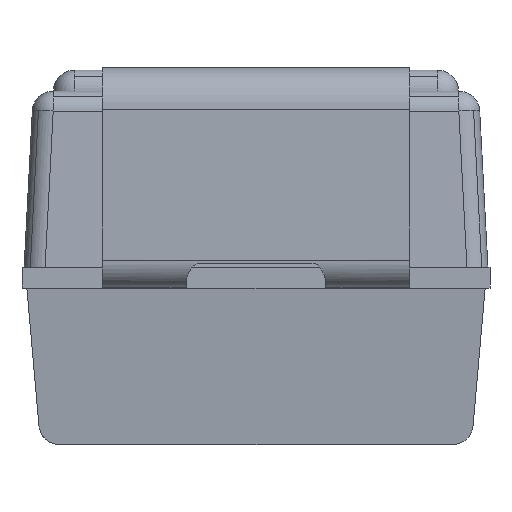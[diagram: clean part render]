
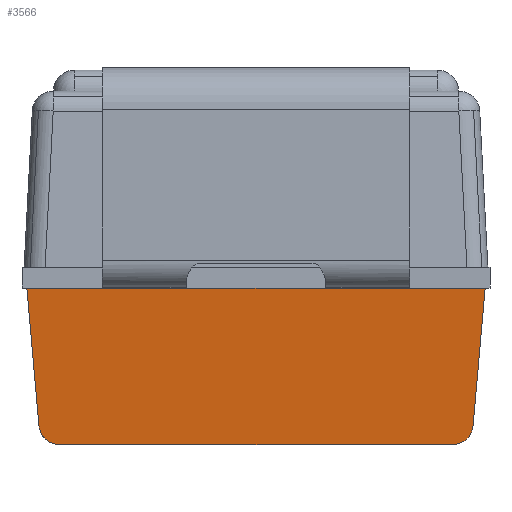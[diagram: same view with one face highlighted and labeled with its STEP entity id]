
A CAD part, front view. The second image highlights one B-rep face of the part: STEP entity #3566.
In plain terms, the highlighted planar face has unit normal (0, -0.996, -0.087).
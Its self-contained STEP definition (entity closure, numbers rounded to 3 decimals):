
#123 = ORIENTED_EDGE ( 'NONE', *, *, #1161, .F. ) ;
#222 = CARTESIAN_POINT ( 'NONE',  ( -1.405, 4.923, -1.12 ) ) ;
#295 = FACE_OUTER_BOUND ( 'NONE', #1193, .T. ) ;
#391 = EDGE_CURVE ( 'NONE', #1424, #688, #2534, .T. ) ;
#401 = DIRECTION ( 'NONE',  ( 1., 0., 0. ) ) ;
#422 = LINE ( 'NONE', #3658, #1270 ) ;
#489 =( BOUNDED_CURVE ( )  B_SPLINE_CURVE ( 3, ( #2522, #968, #3783, #2231 ),
 .UNSPECIFIED., .F., .F. ) 
 B_SPLINE_CURVE_WITH_KNOTS ( ( 4, 4 ),
 ( 0.742, 1.484 ),
 .UNSPECIFIED. ) 
 CURVE ( )  GEOMETRIC_REPRESENTATION_ITEM ( )  RATIONAL_B_SPLINE_CURVE ( ( 1., 0.955, 0.955, 1. ) ) 
 REPRESENTATION_ITEM ( '' )  );
#619 = ORIENTED_EDGE ( 'NONE', *, *, #1708, .F. ) ;
#688 = VERTEX_POINT ( 'NONE', #1992 ) ;
#737 = EDGE_CURVE ( 'NONE', #1983, #877, #806, .T. ) ;
#806 = LINE ( 'NONE', #2294, #3856 ) ;
#820 = CARTESIAN_POINT ( 'NONE',  ( 1.628, 4.837, -0.141 ) ) ;
#875 = EDGE_CURVE ( 'NONE', #1979, #2705, #489, .T. ) ;
#877 = VERTEX_POINT ( 'NONE', #3214 ) ;
#936 =( BOUNDED_CURVE ( )  B_SPLINE_CURVE ( 3, ( #1790, #3406, #1863, #1415 ),
 .UNSPECIFIED., .F., .F. ) 
 B_SPLINE_CURVE_WITH_KNOTS ( ( 4, 4 ),
 ( 0., 0.742 ),
 .UNSPECIFIED. ) 
 CURVE ( )  GEOMETRIC_REPRESENTATION_ITEM ( )  RATIONAL_B_SPLINE_CURVE ( ( 1., 0.955, 0.955, 1. ) ) 
 REPRESENTATION_ITEM ( '' )  );
#968 = CARTESIAN_POINT ( 'NONE',  ( -1.534, 4.917, -1.055 ) ) ;
#986 = CARTESIAN_POINT ( 'NONE',  ( -1.554, 4.911, -0.983 ) ) ;
#1125 = DIRECTION ( 'NONE',  ( -0.087, 0.087, -0.992 ) ) ;
#1148 = DIRECTION ( 'NONE',  ( 0., 0.087, -0.996 ) ) ;
#1161 = EDGE_CURVE ( 'NONE', #1983, #1979, #936, .T. ) ;
#1186 = ORIENTED_EDGE ( 'NONE', *, *, #737, .T. ) ;
#1193 = EDGE_LOOP ( 'NONE', ( #123, #1186, #2463, #619, #2222, #3738, #2990, #2144 ) ) ;
#1270 = VECTOR ( 'NONE', #1736, 1000. ) ;
#1291 = CARTESIAN_POINT ( 'NONE',  ( 1.506, 4.92, -1.081 ) ) ;
#1415 = CARTESIAN_POINT ( 'NONE',  ( -1.506, 4.92, -1.081 ) ) ;
#1424 = VERTEX_POINT ( 'NONE', #3994 ) ;
#1623 = CARTESIAN_POINT ( 'NONE',  ( 1.534, 4.917, -1.055 ) ) ;
#1708 = EDGE_CURVE ( 'NONE', #688, #2857, #3417, .T. ) ;
#1736 = DIRECTION ( 'NONE',  ( 1., 0., 0. ) ) ;
#1740 = DIRECTION ( 'NONE',  ( 0.087, 0.087, -0.992 ) ) ;
#1790 = CARTESIAN_POINT ( 'NONE',  ( -1.405, 4.923, -1.12 ) ) ;
#1863 = CARTESIAN_POINT ( 'NONE',  ( -1.478, 4.922, -1.106 ) ) ;
#1979 = VERTEX_POINT ( 'NONE', #4003 ) ;
#1983 = VERTEX_POINT ( 'NONE', #222 ) ;
#1992 = CARTESIAN_POINT ( 'NONE',  ( 1.554, 4.911, -0.983 ) ) ;
#2144 = ORIENTED_EDGE ( 'NONE', *, *, #875, .F. ) ;
#2203 =( BOUNDED_CURVE ( )  B_SPLINE_CURVE ( 3, ( #2480, #2741, #2464, #3053 ),
 .UNSPECIFIED., .F., .F. ) 
 B_SPLINE_CURVE_WITH_KNOTS ( ( 4, 4 ),
 ( 5.541, 6.283 ),
 .UNSPECIFIED. ) 
 CURVE ( )  GEOMETRIC_REPRESENTATION_ITEM ( )  RATIONAL_B_SPLINE_CURVE ( ( 1., 0.955, 0.955, 1. ) ) 
 REPRESENTATION_ITEM ( '' )  );
#2222 = ORIENTED_EDGE ( 'NONE', *, *, #391, .F. ) ;
#2231 = CARTESIAN_POINT ( 'NONE',  ( -1.554, 4.911, -0.983 ) ) ;
#2294 = CARTESIAN_POINT ( 'NONE',  ( -1.64, 4.923, -1.12 ) ) ;
#2296 = EDGE_CURVE ( 'NONE', #2451, #2705, #3509, .T. ) ;
#2451 = VERTEX_POINT ( 'NONE', #4106 ) ;
#2463 = ORIENTED_EDGE ( 'NONE', *, *, #3846, .F. ) ;
#2464 = CARTESIAN_POINT ( 'NONE',  ( 1.443, 4.923, -1.12 ) ) ;
#2480 = CARTESIAN_POINT ( 'NONE',  ( 1.506, 4.92, -1.081 ) ) ;
#2522 = CARTESIAN_POINT ( 'NONE',  ( -1.506, 4.92, -1.081 ) ) ;
#2534 = LINE ( 'NONE', #820, #4078 ) ;
#2657 = CARTESIAN_POINT ( 'NONE',  ( -1.618, 4.847, -0.248 ) ) ;
#2705 = VERTEX_POINT ( 'NONE', #986 ) ;
#2741 = CARTESIAN_POINT ( 'NONE',  ( 1.478, 4.922, -1.106 ) ) ;
#2857 = VERTEX_POINT ( 'NONE', #3736 ) ;
#2990 = ORIENTED_EDGE ( 'NONE', *, *, #2296, .T. ) ;
#3053 = CARTESIAN_POINT ( 'NONE',  ( 1.405, 4.923, -1.12 ) ) ;
#3103 = AXIS2_PLACEMENT_3D ( 'NONE', #3976, #3946, #1148 ) ;
#3214 = CARTESIAN_POINT ( 'NONE',  ( 1.405, 4.923, -1.12 ) ) ;
#3303 = PLANE ( 'NONE',  #3103 ) ;
#3406 = CARTESIAN_POINT ( 'NONE',  ( -1.443, 4.923, -1.12 ) ) ;
#3417 =( BOUNDED_CURVE ( )  B_SPLINE_CURVE ( 3, ( #3495, #3823, #1623, #1291 ),
 .UNSPECIFIED., .F., .F. ) 
 B_SPLINE_CURVE_WITH_KNOTS ( ( 4, 4 ),
 ( 4.8, 5.541 ),
 .UNSPECIFIED. ) 
 CURVE ( )  GEOMETRIC_REPRESENTATION_ITEM ( )  RATIONAL_B_SPLINE_CURVE ( ( 1., 0.955, 0.955, 1. ) ) 
 REPRESENTATION_ITEM ( '' )  );
#3495 = CARTESIAN_POINT ( 'NONE',  ( 1.554, 4.911, -0.983 ) ) ;
#3509 = LINE ( 'NONE', #2657, #4079 ) ;
#3566 = ADVANCED_FACE ( 'NONE', ( #295 ), #3303, .T. ) ;
#3658 = CARTESIAN_POINT ( 'NONE',  ( -1.64, 4.825, 0. ) ) ;
#3736 = CARTESIAN_POINT ( 'NONE',  ( 1.506, 4.92, -1.081 ) ) ;
#3738 = ORIENTED_EDGE ( 'NONE', *, *, #4015, .F. ) ;
#3783 = CARTESIAN_POINT ( 'NONE',  ( -1.551, 4.914, -1.021 ) ) ;
#3823 = CARTESIAN_POINT ( 'NONE',  ( 1.551, 4.914, -1.021 ) ) ;
#3846 = EDGE_CURVE ( 'NONE', #2857, #877, #2203, .T. ) ;
#3856 = VECTOR ( 'NONE', #401, 1000. ) ;
#3946 = DIRECTION ( 'NONE',  ( 0., -0.996, -0.087 ) ) ;
#3976 = CARTESIAN_POINT ( 'NONE',  ( -1.64, 4.825, 0. ) ) ;
#3994 = CARTESIAN_POINT ( 'NONE',  ( 1.64, 4.825, 0. ) ) ;
#4003 = CARTESIAN_POINT ( 'NONE',  ( -1.506, 4.92, -1.081 ) ) ;
#4015 = EDGE_CURVE ( 'NONE', #2451, #1424, #422, .T. ) ;
#4078 = VECTOR ( 'NONE', #1125, 1000. ) ;
#4079 = VECTOR ( 'NONE', #1740, 1000. ) ;
#4106 = CARTESIAN_POINT ( 'NONE',  ( -1.64, 4.825, 0. ) ) ;
